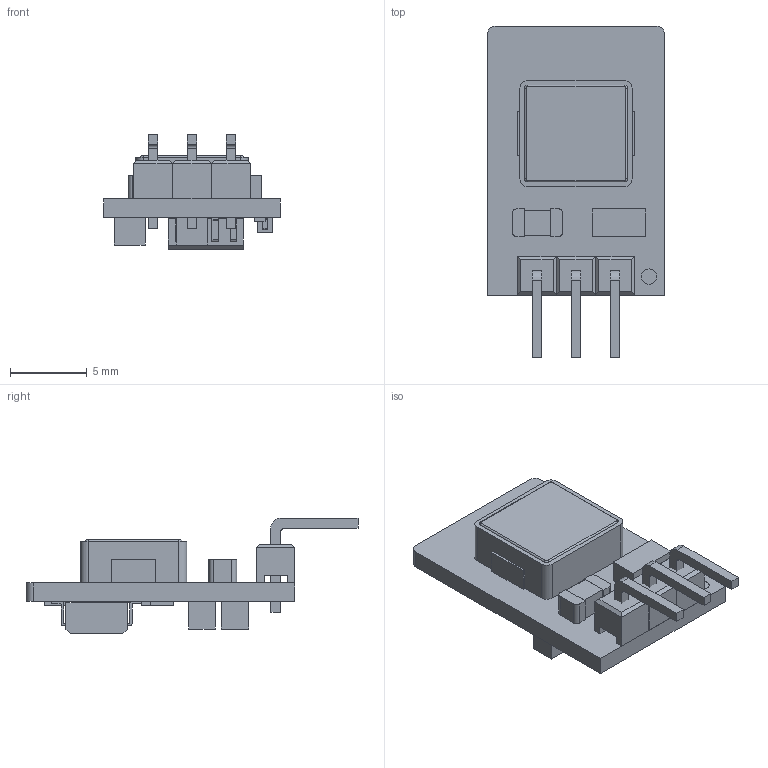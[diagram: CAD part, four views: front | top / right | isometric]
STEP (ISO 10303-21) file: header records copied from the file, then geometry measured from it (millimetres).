
FILE_DESCRIPTION (( 'STEP AP214' ), '1' );
FILE_NAME ('VXO7805-1000.STEP', '2022-06-14T13:58:23', ( '' ), ( '' ), 'SwSTEP 2.0', 'SolidWorks 2018', '' );
FILE_SCHEMA (( 'AUTOMOTIVE_DESIGN' ));
Length unit declared in the file: millimetre
Products named in the file (1): VXO7805-1000
Bounding box: 11.5 x 21.6 x 7.5 mm (x, y, z)
Volume: 507.9 mm3; surface area: 1093.2 mm2
Topology: 31 solids, 31 shells, 338 faces, 810 edges, 536 vertices
Faces by surface type: plane 272, cylinder 62, torus 4
Entity records: 13744 total; most frequent: CARTESIAN_POINT 1685, DIRECTION 1620, ORIENTED_EDGE 1620, EDGE_CURVE 810, VECTOR 678, LINE 678, VERTEX_POINT 536, AXIS2_PLACEMENT_3D 471
